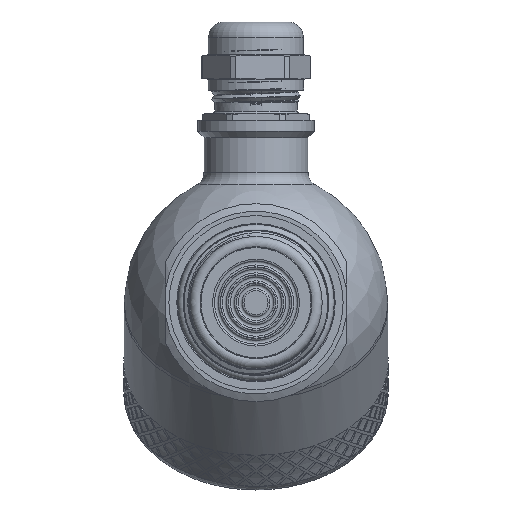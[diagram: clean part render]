
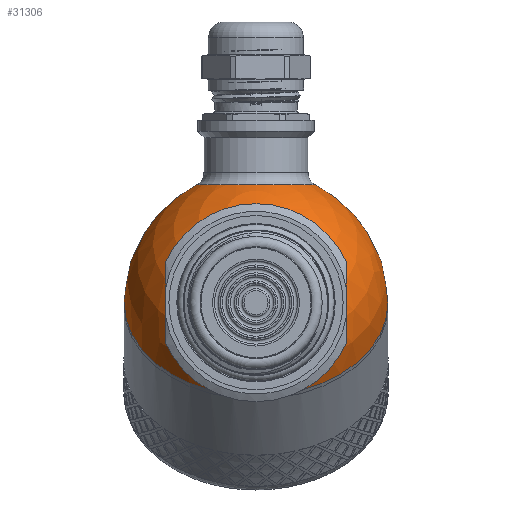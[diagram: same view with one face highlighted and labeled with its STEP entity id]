
A CAD part, left-side view. The second image highlights one B-rep face of the part: STEP entity #31306.
In plain terms, the highlighted spherical face has radius 30 mm.
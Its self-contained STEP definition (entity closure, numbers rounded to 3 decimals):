
#16=SPHERICAL_SURFACE('',#33040,30.);
#1689=FACE_BOUND('',#10893,.T.);
#1690=FACE_BOUND('',#10894,.T.);
#8746=FACE_OUTER_BOUND('',#10892,.T.);
#10892=EDGE_LOOP('',(#28877,#28878,#28879,#28880));
#10893=EDGE_LOOP('',(#28881));
#10894=EDGE_LOOP('',(#28882));
#11643=CIRCLE('',#33037,15.643);
#11646=CIRCLE('',#33041,30.);
#11647=CIRCLE('',#33042,30.);
#11648=CIRCLE('',#33043,30.);
#11649=CIRCLE('',#33044,13.5);
#14744=VERTEX_POINT('',#77683);
#14746=VERTEX_POINT('',#77689);
#14747=VERTEX_POINT('',#77690);
#14748=VERTEX_POINT('',#77692);
#14749=VERTEX_POINT('',#77695);
#19467=EDGE_CURVE('',#14744,#14744,#11643,.T.);
#19470=EDGE_CURVE('',#14746,#14747,#11646,.T.);
#19471=EDGE_CURVE('',#14746,#14748,#11647,.T.);
#19472=EDGE_CURVE('',#14747,#14746,#11648,.T.);
#19473=EDGE_CURVE('',#14749,#14749,#11649,.T.);
#28877=ORIENTED_EDGE('',*,*,#19470,.F.);
#28878=ORIENTED_EDGE('',*,*,#19471,.T.);
#28879=ORIENTED_EDGE('',*,*,#19471,.F.);
#28880=ORIENTED_EDGE('',*,*,#19472,.F.);
#28881=ORIENTED_EDGE('',*,*,#19467,.F.);
#28882=ORIENTED_EDGE('',*,*,#19473,.F.);
#31306=ADVANCED_FACE('',(#8746,#1689,#1690),#16,.T.);
#33037=AXIS2_PLACEMENT_3D('',#77684,#37155,#37156);
#33040=AXIS2_PLACEMENT_3D('',#77688,#37161,#37162);
#33041=AXIS2_PLACEMENT_3D('',#77691,#37163,#37164);
#33042=AXIS2_PLACEMENT_3D('',#77693,#37165,#37166);
#33043=AXIS2_PLACEMENT_3D('',#77694,#37167,#37168);
#33044=AXIS2_PLACEMENT_3D('',#77696,#37169,#37170);
#37155=DIRECTION('center_axis',(-0.707,0.,0.707));
#37156=DIRECTION('ref_axis',(0.707,0.,0.707));
#37161=DIRECTION('center_axis',(1.,0.,0.));
#37162=DIRECTION('ref_axis',(0.,-1.,0.));
#37163=DIRECTION('center_axis',(1.,0.,0.));
#37164=DIRECTION('ref_axis',(0.,1.,0.));
#37165=DIRECTION('center_axis',(0.,0.,1.));
#37166=DIRECTION('ref_axis',(0.,1.,0.));
#37167=DIRECTION('center_axis',(1.,0.,0.));
#37168=DIRECTION('ref_axis',(0.,1.,0.));
#37169=DIRECTION('center_axis',(-0.707,0.,-0.707));
#37170=DIRECTION('ref_axis',(-0.707,0.,0.707));
#77683=CARTESIAN_POINT('',(-29.162,0.,7.04));
#77684=CARTESIAN_POINT('Origin',(-18.101,0.,18.101));
#77688=CARTESIAN_POINT('Origin',(0.,0.,0.));
#77689=CARTESIAN_POINT('',(0.,30.,0.));
#77690=CARTESIAN_POINT('',(0.,-30.,0.));
#77691=CARTESIAN_POINT('Origin',(0.,0.,0.));
#77692=CARTESIAN_POINT('',(-30.,0.,0.));
#77693=CARTESIAN_POINT('Origin',(0.,0.,0.));
#77694=CARTESIAN_POINT('Origin',(0.,0.,0.));
#77695=CARTESIAN_POINT('',(-9.398,0.,-28.49));
#77696=CARTESIAN_POINT('Origin',(-18.944,0.,-18.944));
